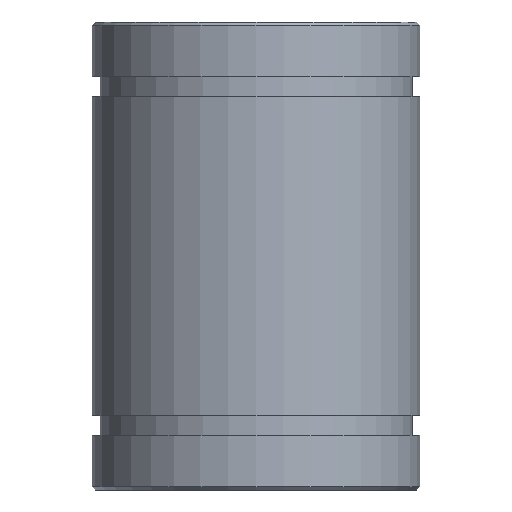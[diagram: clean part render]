
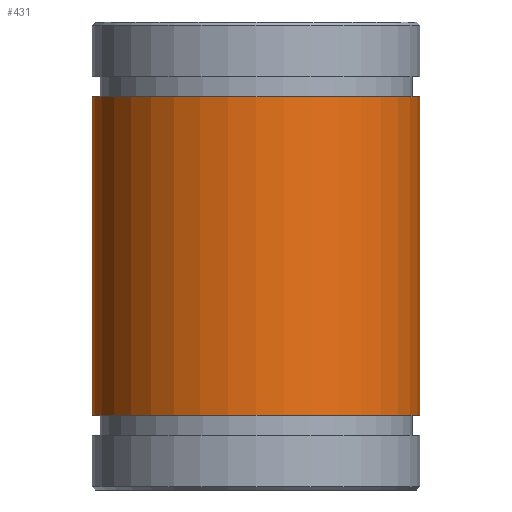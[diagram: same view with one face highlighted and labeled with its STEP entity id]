
A CAD part, front view. The second image highlights one B-rep face of the part: STEP entity #431.
In plain terms, the highlighted cylindrical face has radius 10.5 mm (diameter 21 mm), a full revolution.
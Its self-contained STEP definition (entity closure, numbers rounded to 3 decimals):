
#67=CYLINDRICAL_SURFACE('',#507,10.5);
#89=FACE_OUTER_BOUND('',#125,.T.);
#125=EDGE_LOOP('',(#379,#380,#381,#382));
#163=LINE('',#776,#181);
#181=VECTOR('',#645,10.5);
#213=CIRCLE('',#508,10.5);
#214=CIRCLE('',#509,10.5);
#247=VERTEX_POINT('',#773);
#248=VERTEX_POINT('',#775);
#297=EDGE_CURVE('',#247,#247,#213,.T.);
#298=EDGE_CURVE('',#247,#248,#163,.T.);
#299=EDGE_CURVE('',#248,#248,#214,.T.);
#379=ORIENTED_EDGE('',*,*,#297,.F.);
#380=ORIENTED_EDGE('',*,*,#298,.T.);
#381=ORIENTED_EDGE('',*,*,#299,.T.);
#382=ORIENTED_EDGE('',*,*,#298,.F.);
#431=ADVANCED_FACE('',(#89),#67,.T.);
#507=AXIS2_PLACEMENT_3D('',#772,#641,#642);
#508=AXIS2_PLACEMENT_3D('',#774,#643,#644);
#509=AXIS2_PLACEMENT_3D('',#777,#646,#647);
#641=DIRECTION('center_axis',(0.,0.,1.));
#642=DIRECTION('ref_axis',(0.,-1.,0.));
#643=DIRECTION('center_axis',(0.,0.,1.));
#644=DIRECTION('ref_axis',(0.,-1.,0.));
#645=DIRECTION('',(0.,0.,-1.));
#646=DIRECTION('center_axis',(0.,0.,1.));
#647=DIRECTION('ref_axis',(0.,-1.,0.));
#772=CARTESIAN_POINT('Origin',(0.,0.,15.));
#773=CARTESIAN_POINT('',(0.,10.5,10.2));
#774=CARTESIAN_POINT('Origin',(0.,0.,10.2));
#775=CARTESIAN_POINT('',(0.,10.5,-10.2));
#776=CARTESIAN_POINT('',(0.,10.5,15.));
#777=CARTESIAN_POINT('Origin',(0.,0.,-10.2));
